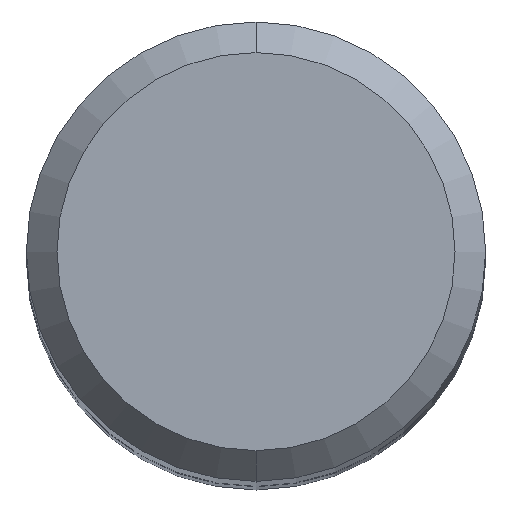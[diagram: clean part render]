
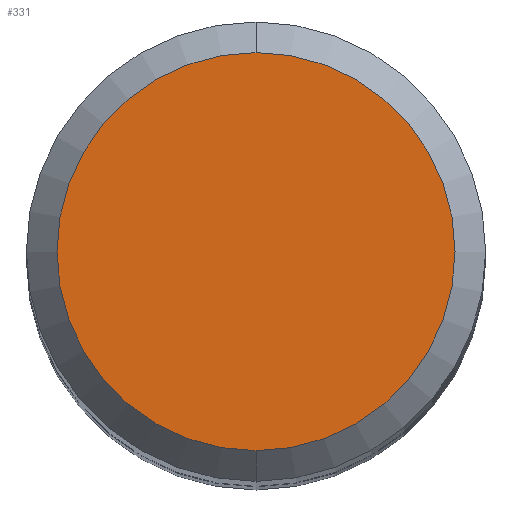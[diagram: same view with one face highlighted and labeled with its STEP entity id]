
A CAD part, top view. The second image highlights one B-rep face of the part: STEP entity #331.
In plain terms, the highlighted planar face has unit normal (0, 0, 1).
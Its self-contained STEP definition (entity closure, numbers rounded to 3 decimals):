
#331=ADVANCED_FACE('',(#650),#651,.T.);
#373=VERTEX_POINT('',#696);
#407=VERTEX_POINT('',#734);
#425=EDGE_CURVE('',#407,#373,#753,.T.);
#439=EDGE_CURVE('',#373,#407,#768,.T.);
#650=FACE_OUTER_BOUND('',#1125,.T.);
#651=PLANE('',#1126);
#696=CARTESIAN_POINT('',(0.,-2.6,0.0));
#734=CARTESIAN_POINT('',(0.0,2.6,0.0));
#753=CIRCLE('',#1338,2.6);
#768=CIRCLE('',#1368,2.6);
#1125=EDGE_LOOP('',(#1646,#1647));
#1126=AXIS2_PLACEMENT_3D('',#1648,#1649,#1650);
#1338=AXIS2_PLACEMENT_3D('',#1734,#1735,#1736);
#1368=AXIS2_PLACEMENT_3D('',#1745,#1746,#1747);
#1646=ORIENTED_EDGE('',*,*,#425,.F.);
#1647=ORIENTED_EDGE('',*,*,#439,.F.);
#1648=CARTESIAN_POINT('',(0.0,1.3,0.0));
#1649=DIRECTION('',(-0.0,0.0,1.0));
#1650=DIRECTION('',(0.0,-1.0,0.0));
#1734=CARTESIAN_POINT('',(0.0,0.0,0.0));
#1735=DIRECTION('',(0.0,0.0,-1.0));
#1736=DIRECTION('',(0.0,1.0,0.0));
#1745=CARTESIAN_POINT('',(0.0,0.0,0.0));
#1746=DIRECTION('',(0.0,0.0,-1.0));
#1747=DIRECTION('',(0.0,1.0,0.0));
